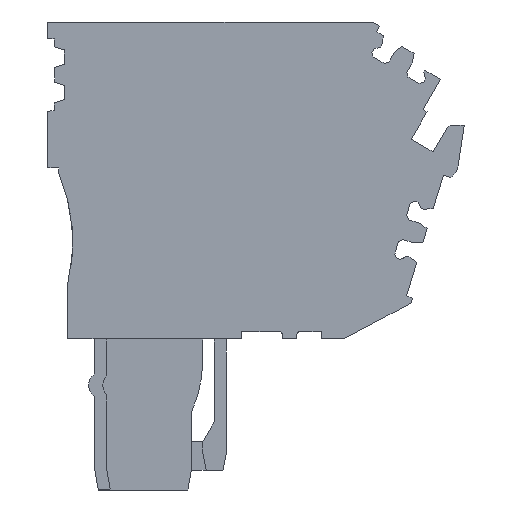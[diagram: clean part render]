
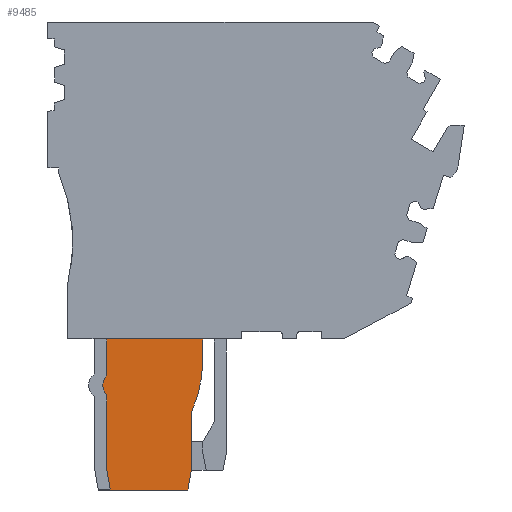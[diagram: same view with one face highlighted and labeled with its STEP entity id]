
A CAD part, left-side view. The second image highlights one B-rep face of the part: STEP entity #9485.
In plain terms, the highlighted planar face has unit normal (-1, 0, 0).
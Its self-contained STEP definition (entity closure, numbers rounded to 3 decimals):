
#9424=AXIS2_PLACEMENT_3D('Plane Axis2P3D',#9421,#9422,#9423) ;
#9428=AXIS2_PLACEMENT_3D('Circle Axis2P3D',#9426,#9427,$) ;
#9470=AXIS2_PLACEMENT_3D('Circle Axis2P3D',#9468,#9469,$) ;
#1888=CARTESIAN_POINT('Vertex',(0.7,22.764,13.15)) ;
#1918=CARTESIAN_POINT('Vertex',(0.7,31.114,13.15)) ;
#1921=CARTESIAN_POINT('Line Origine',(0.7,26.939,13.15)) ;
#9213=CARTESIAN_POINT('Line Origine',(0.7,22.764,12.244)) ;
#9217=CARTESIAN_POINT('Vertex',(0.7,22.764,11.337)) ;
#9406=CARTESIAN_POINT('Vertex',(0.7,31.114,9.972)) ;
#9409=CARTESIAN_POINT('Line Origine',(0.7,31.114,11.561)) ;
#9421=CARTESIAN_POINT('Axis2P3D Location',(0.7,33.8,11.345)) ;
#9426=CARTESIAN_POINT('Axis2P3D Location',(0.7,30.264,9.125)) ;
#9430=CARTESIAN_POINT('Vertex',(0.7,31.114,8.278)) ;
#9433=CARTESIAN_POINT('Line Origine',(0.7,31.114,4.972)) ;
#9437=CARTESIAN_POINT('Vertex',(0.7,31.114,1.666)) ;
#9440=CARTESIAN_POINT('Line Origine',(0.7,30.967,0.833)) ;
#9444=CARTESIAN_POINT('Vertex',(0.7,30.82,0.)) ;
#9447=CARTESIAN_POINT('Line Origine',(0.7,27.442,0.)) ;
#9451=CARTESIAN_POINT('Vertex',(0.7,24.064,0.)) ;
#9454=CARTESIAN_POINT('Line Origine',(0.7,23.914,0.851)) ;
#9458=CARTESIAN_POINT('Vertex',(0.7,23.764,1.701)) ;
#9461=CARTESIAN_POINT('Line Origine',(0.7,23.764,4.228)) ;
#9465=CARTESIAN_POINT('Vertex',(0.7,23.764,6.755)) ;
#9468=CARTESIAN_POINT('Axis2P3D Location',(0.7,33.8,11.345)) ;
#1922=DIRECTION('Vector Direction',(0.,1.,0.)) ;
#9214=DIRECTION('Vector Direction',(0.,0.,-1.)) ;
#9410=DIRECTION('Vector Direction',(0.,0.,-1.)) ;
#9422=DIRECTION('Axis2P3D Direction',(1.,-0.,0.)) ;
#9423=DIRECTION('Axis2P3D XDirection',(0.,0.,-1.)) ;
#9427=DIRECTION('Axis2P3D Direction',(1.,-0.,0.)) ;
#9434=DIRECTION('Vector Direction',(0.,0.,-1.)) ;
#9441=DIRECTION('Vector Direction',(0.,-0.174,-0.985)) ;
#9448=DIRECTION('Vector Direction',(0.,1.,0.)) ;
#9455=DIRECTION('Vector Direction',(0.,0.174,-0.985)) ;
#9462=DIRECTION('Vector Direction',(0.,0.,-1.)) ;
#9469=DIRECTION('Axis2P3D Direction',(1.,-0.,0.)) ;
#1923=VECTOR('Line Direction',#1922,1.) ;
#9215=VECTOR('Line Direction',#9214,1.) ;
#9411=VECTOR('Line Direction',#9410,1.) ;
#9435=VECTOR('Line Direction',#9434,1.) ;
#9442=VECTOR('Line Direction',#9441,1.) ;
#9449=VECTOR('Line Direction',#9448,1.) ;
#9456=VECTOR('Line Direction',#9455,1.) ;
#9463=VECTOR('Line Direction',#9462,1.) ;
#9474=ORIENTED_EDGE('',*,*,#9413,.T.) ;
#9475=ORIENTED_EDGE('',*,*,#9432,.F.) ;
#9476=ORIENTED_EDGE('',*,*,#9439,.T.) ;
#9477=ORIENTED_EDGE('',*,*,#9446,.T.) ;
#9478=ORIENTED_EDGE('',*,*,#9453,.F.) ;
#9479=ORIENTED_EDGE('',*,*,#9460,.F.) ;
#9480=ORIENTED_EDGE('',*,*,#9467,.F.) ;
#9481=ORIENTED_EDGE('',*,*,#9472,.F.) ;
#9482=ORIENTED_EDGE('',*,*,#9219,.F.) ;
#9483=ORIENTED_EDGE('',*,*,#1925,.T.) ;
#9485=ADVANCED_FACE('V1',(#9484),#9425,.F.) ;
#9429=CIRCLE('generated circle',#9428,1.2) ;
#9471=CIRCLE('generated circle',#9470,11.036) ;
#1925=EDGE_CURVE('',#1889,#1919,#1924,.T.) ;
#9219=EDGE_CURVE('',#1889,#9218,#9216,.T.) ;
#9413=EDGE_CURVE('',#1919,#9407,#9412,.T.) ;
#9432=EDGE_CURVE('',#9431,#9407,#9429,.T.) ;
#9439=EDGE_CURVE('',#9431,#9438,#9436,.T.) ;
#9446=EDGE_CURVE('',#9438,#9445,#9443,.T.) ;
#9453=EDGE_CURVE('',#9452,#9445,#9450,.T.) ;
#9460=EDGE_CURVE('',#9459,#9452,#9457,.T.) ;
#9467=EDGE_CURVE('',#9466,#9459,#9464,.T.) ;
#9472=EDGE_CURVE('',#9218,#9466,#9471,.T.) ;
#9473=EDGE_LOOP('',(#9474,#9475,#9476,#9477,#9478,#9479,#9480,#9481,#9482,#9483)) ;
#9484=FACE_OUTER_BOUND('',#9473,.T.) ;
#1924=LINE('Line',#1921,#1923) ;
#9216=LINE('Line',#9213,#9215) ;
#9412=LINE('Line',#9409,#9411) ;
#9436=LINE('Line',#9433,#9435) ;
#9443=LINE('Line',#9440,#9442) ;
#9450=LINE('Line',#9447,#9449) ;
#9457=LINE('Line',#9454,#9456) ;
#9464=LINE('Line',#9461,#9463) ;
#9425=PLANE('',#9424) ;
#1889=VERTEX_POINT('',#1888) ;
#1919=VERTEX_POINT('',#1918) ;
#9218=VERTEX_POINT('',#9217) ;
#9407=VERTEX_POINT('',#9406) ;
#9431=VERTEX_POINT('',#9430) ;
#9438=VERTEX_POINT('',#9437) ;
#9445=VERTEX_POINT('',#9444) ;
#9452=VERTEX_POINT('',#9451) ;
#9459=VERTEX_POINT('',#9458) ;
#9466=VERTEX_POINT('',#9465) ;
